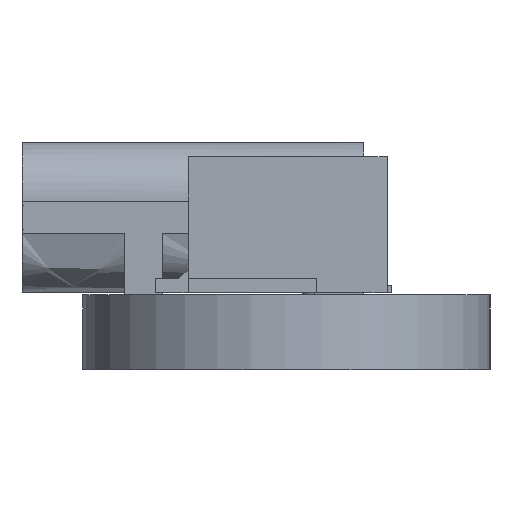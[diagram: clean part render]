
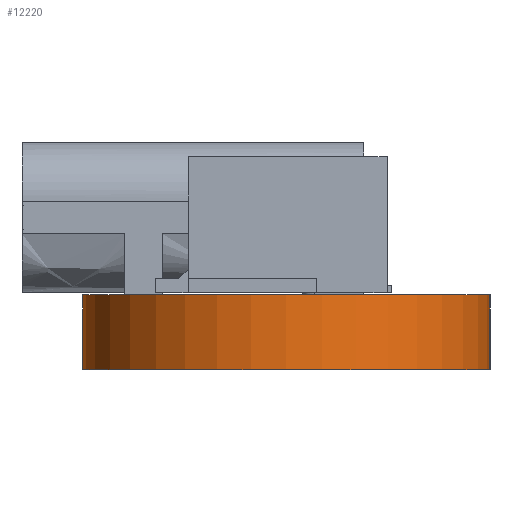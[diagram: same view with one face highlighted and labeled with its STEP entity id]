
A CAD part, left-side view. The second image highlights one B-rep face of the part: STEP entity #12220.
In plain terms, the highlighted cylindrical face has radius 4.35 mm (diameter 8.7 mm), a partial arc.
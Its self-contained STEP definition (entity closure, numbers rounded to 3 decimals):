
#12029 = PLANE('',#12030);
#12030 = AXIS2_PLACEMENT_3D('',#12031,#12032,#12033);
#12031 = CARTESIAN_POINT('',(154.675,-94.475,0.));
#12032 = DIRECTION('',(0.,-1.,0.));
#12033 = DIRECTION('',(-1.,0.,0.));
#12054 = VERTEX_POINT('',#12055);
#12055 = CARTESIAN_POINT('',(118.675,-94.475,1.6));
#12069 = PLANE('',#12070);
#12070 = AXIS2_PLACEMENT_3D('',#12071,#12072,#12073);
#12071 = CARTESIAN_POINT('',(136.675,-90.125,1.6));
#12072 = DIRECTION('',(-0.,-0.,-1.));
#12073 = DIRECTION('',(-1.,0.,0.));
#12081 = EDGE_CURVE('',#12082,#12054,#12084,.T.);
#12082 = VERTEX_POINT('',#12083);
#12083 = CARTESIAN_POINT('',(118.675,-94.475,0.));
#12084 = SURFACE_CURVE('',#12085,(#12089,#12096),.PCURVE_S1.);
#12085 = LINE('',#12086,#12087);
#12086 = CARTESIAN_POINT('',(118.675,-94.475,0.));
#12087 = VECTOR('',#12088,1.);
#12088 = DIRECTION('',(0.,0.,1.));
#12089 = PCURVE('',#12029,#12090);
#12090 = DEFINITIONAL_REPRESENTATION('',(#12091),#12095);
#12091 = LINE('',#12092,#12093);
#12092 = CARTESIAN_POINT('',(36.,0.));
#12093 = VECTOR('',#12094,1.);
#12094 = DIRECTION('',(0.,-1.));
#12095 = ( GEOMETRIC_REPRESENTATION_CONTEXT(2) 
PARAMETRIC_REPRESENTATION_CONTEXT() REPRESENTATION_CONTEXT('2D SPACE',''
  ) );
#12096 = PCURVE('',#12097,#12102);
#12097 = CYLINDRICAL_SURFACE('',#12098,4.35);
#12098 = AXIS2_PLACEMENT_3D('',#12099,#12100,#12101);
#12099 = CARTESIAN_POINT('',(118.675,-90.125,0.));
#12100 = DIRECTION('',(-0.,-0.,-1.));
#12101 = DIRECTION('',(1.,0.,-0.));
#12102 = DEFINITIONAL_REPRESENTATION('',(#12103),#12107);
#12103 = LINE('',#12104,#12105);
#12104 = CARTESIAN_POINT('',(-4.712,0.));
#12105 = VECTOR('',#12106,1.);
#12106 = DIRECTION('',(-0.,-1.));
#12107 = ( GEOMETRIC_REPRESENTATION_CONTEXT(2) 
PARAMETRIC_REPRESENTATION_CONTEXT() REPRESENTATION_CONTEXT('2D SPACE',''
  ) );
#12123 = PLANE('',#12124);
#12124 = AXIS2_PLACEMENT_3D('',#12125,#12126,#12127);
#12125 = CARTESIAN_POINT('',(136.675,-90.125,0.));
#12126 = DIRECTION('',(-0.,-0.,-1.));
#12127 = DIRECTION('',(-1.,0.,0.));
#12183 = PLANE('',#12184);
#12184 = AXIS2_PLACEMENT_3D('',#12185,#12186,#12187);
#12185 = CARTESIAN_POINT('',(118.675,-85.775,0.));
#12186 = DIRECTION('',(0.,1.,0.));
#12187 = DIRECTION('',(1.,0.,0.));
#12220 = ADVANCED_FACE('',(#12221),#12097,.T.);
#12221 = FACE_BOUND('',#12222,.F.);
#12222 = EDGE_LOOP('',(#12223,#12248,#12274,#12275));
#12223 = ORIENTED_EDGE('',*,*,#12224,.T.);
#12224 = EDGE_CURVE('',#12225,#12227,#12229,.T.);
#12225 = VERTEX_POINT('',#12226);
#12226 = CARTESIAN_POINT('',(118.675,-85.775,0.));
#12227 = VERTEX_POINT('',#12228);
#12228 = CARTESIAN_POINT('',(118.675,-85.775,1.6));
#12229 = SURFACE_CURVE('',#12230,(#12234,#12241),.PCURVE_S1.);
#12230 = LINE('',#12231,#12232);
#12231 = CARTESIAN_POINT('',(118.675,-85.775,0.));
#12232 = VECTOR('',#12233,1.);
#12233 = DIRECTION('',(0.,0.,1.));
#12234 = PCURVE('',#12097,#12235);
#12235 = DEFINITIONAL_REPRESENTATION('',(#12236),#12240);
#12236 = LINE('',#12237,#12238);
#12237 = CARTESIAN_POINT('',(-1.571,0.));
#12238 = VECTOR('',#12239,1.);
#12239 = DIRECTION('',(-0.,-1.));
#12240 = ( GEOMETRIC_REPRESENTATION_CONTEXT(2) 
PARAMETRIC_REPRESENTATION_CONTEXT() REPRESENTATION_CONTEXT('2D SPACE',''
  ) );
#12241 = PCURVE('',#12183,#12242);
#12242 = DEFINITIONAL_REPRESENTATION('',(#12243),#12247);
#12243 = LINE('',#12244,#12245);
#12244 = CARTESIAN_POINT('',(0.,0.));
#12245 = VECTOR('',#12246,1.);
#12246 = DIRECTION('',(0.,-1.));
#12247 = ( GEOMETRIC_REPRESENTATION_CONTEXT(2) 
PARAMETRIC_REPRESENTATION_CONTEXT() REPRESENTATION_CONTEXT('2D SPACE',''
  ) );
#12248 = ORIENTED_EDGE('',*,*,#12249,.T.);
#12249 = EDGE_CURVE('',#12227,#12054,#12250,.T.);
#12250 = SURFACE_CURVE('',#12251,(#12256,#12263),.PCURVE_S1.);
#12251 = CIRCLE('',#12252,4.35);
#12252 = AXIS2_PLACEMENT_3D('',#12253,#12254,#12255);
#12253 = CARTESIAN_POINT('',(118.675,-90.125,1.6));
#12254 = DIRECTION('',(0.,0.,1.));
#12255 = DIRECTION('',(1.,0.,-0.));
#12256 = PCURVE('',#12097,#12257);
#12257 = DEFINITIONAL_REPRESENTATION('',(#12258),#12262);
#12258 = LINE('',#12259,#12260);
#12259 = CARTESIAN_POINT('',(-0.,-1.6));
#12260 = VECTOR('',#12261,1.);
#12261 = DIRECTION('',(-1.,0.));
#12262 = ( GEOMETRIC_REPRESENTATION_CONTEXT(2) 
PARAMETRIC_REPRESENTATION_CONTEXT() REPRESENTATION_CONTEXT('2D SPACE',''
  ) );
#12263 = PCURVE('',#12069,#12264);
#12264 = DEFINITIONAL_REPRESENTATION('',(#12265),#12273);
#12265 = ( BOUNDED_CURVE() B_SPLINE_CURVE(2,(#12266,#12267,#12268,#12269
    ,#12270,#12271,#12272),.UNSPECIFIED.,.T.,.F.) 
B_SPLINE_CURVE_WITH_KNOTS((1,2,2,2,2,1),(-2.094,0.,
    2.094,4.189,6.283,8.378),
.UNSPECIFIED.) CURVE() GEOMETRIC_REPRESENTATION_ITEM() 
RATIONAL_B_SPLINE_CURVE((1.,0.5,1.,0.5,1.,0.5,1.)) REPRESENTATION_ITEM(
  '') );
#12266 = CARTESIAN_POINT('',(13.65,0.));
#12267 = CARTESIAN_POINT('',(13.65,7.534));
#12268 = CARTESIAN_POINT('',(20.175,3.767));
#12269 = CARTESIAN_POINT('',(26.7,0.));
#12270 = CARTESIAN_POINT('',(20.175,-3.767));
#12271 = CARTESIAN_POINT('',(13.65,-7.534));
#12272 = CARTESIAN_POINT('',(13.65,0.));
#12273 = ( GEOMETRIC_REPRESENTATION_CONTEXT(2) 
PARAMETRIC_REPRESENTATION_CONTEXT() REPRESENTATION_CONTEXT('2D SPACE',''
  ) );
#12274 = ORIENTED_EDGE('',*,*,#12081,.F.);
#12275 = ORIENTED_EDGE('',*,*,#12276,.F.);
#12276 = EDGE_CURVE('',#12225,#12082,#12277,.T.);
#12277 = SURFACE_CURVE('',#12278,(#12283,#12290),.PCURVE_S1.);
#12278 = CIRCLE('',#12279,4.35);
#12279 = AXIS2_PLACEMENT_3D('',#12280,#12281,#12282);
#12280 = CARTESIAN_POINT('',(118.675,-90.125,0.));
#12281 = DIRECTION('',(0.,0.,1.));
#12282 = DIRECTION('',(1.,0.,-0.));
#12283 = PCURVE('',#12097,#12284);
#12284 = DEFINITIONAL_REPRESENTATION('',(#12285),#12289);
#12285 = LINE('',#12286,#12287);
#12286 = CARTESIAN_POINT('',(-0.,0.));
#12287 = VECTOR('',#12288,1.);
#12288 = DIRECTION('',(-1.,0.));
#12289 = ( GEOMETRIC_REPRESENTATION_CONTEXT(2) 
PARAMETRIC_REPRESENTATION_CONTEXT() REPRESENTATION_CONTEXT('2D SPACE',''
  ) );
#12290 = PCURVE('',#12123,#12291);
#12291 = DEFINITIONAL_REPRESENTATION('',(#12292),#12300);
#12292 = ( BOUNDED_CURVE() B_SPLINE_CURVE(2,(#12293,#12294,#12295,#12296
    ,#12297,#12298,#12299),.UNSPECIFIED.,.T.,.F.) 
B_SPLINE_CURVE_WITH_KNOTS((1,2,2,2,2,1),(-2.094,0.,
    2.094,4.189,6.283,8.378),
.UNSPECIFIED.) CURVE() GEOMETRIC_REPRESENTATION_ITEM() 
RATIONAL_B_SPLINE_CURVE((1.,0.5,1.,0.5,1.,0.5,1.)) REPRESENTATION_ITEM(
  '') );
#12293 = CARTESIAN_POINT('',(13.65,0.));
#12294 = CARTESIAN_POINT('',(13.65,7.534));
#12295 = CARTESIAN_POINT('',(20.175,3.767));
#12296 = CARTESIAN_POINT('',(26.7,0.));
#12297 = CARTESIAN_POINT('',(20.175,-3.767));
#12298 = CARTESIAN_POINT('',(13.65,-7.534));
#12299 = CARTESIAN_POINT('',(13.65,0.));
#12300 = ( GEOMETRIC_REPRESENTATION_CONTEXT(2) 
PARAMETRIC_REPRESENTATION_CONTEXT() REPRESENTATION_CONTEXT('2D SPACE',''
  ) );
